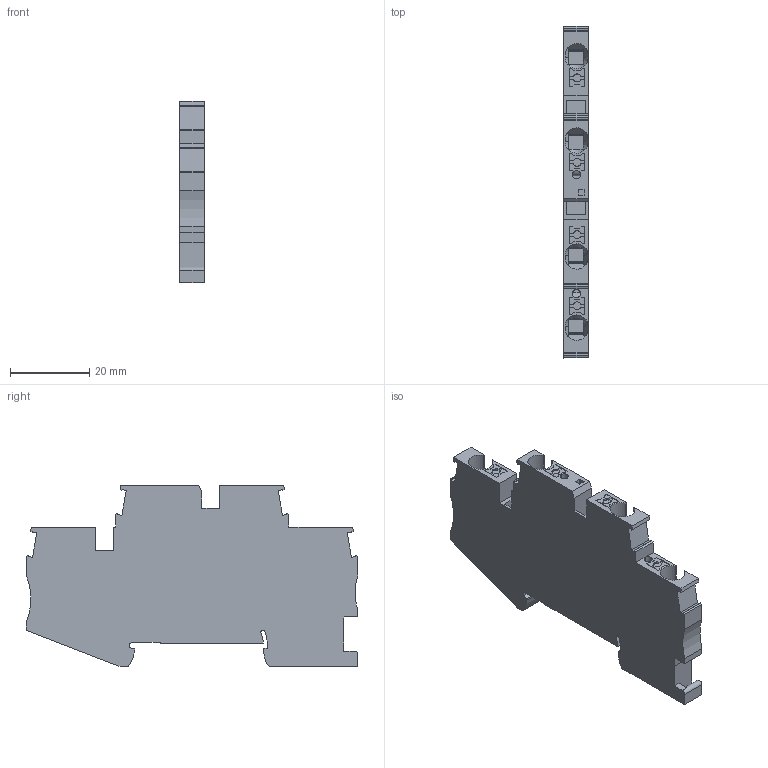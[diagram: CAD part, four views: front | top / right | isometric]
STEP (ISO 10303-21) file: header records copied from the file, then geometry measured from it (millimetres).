
FILE_DESCRIPTION(('Creo Elements/Direct Modeling STEP Export'),'2;1');
FILE_NAME('model.stp','2018-02-08T23:38:14',(''),(''),'Creo Elements/Direct Modeling STEP processor for AP214 (Solid Model)','Creo Elements/Direct Modeling 18.1I 14-Aug-2016 (C) Parametric Technology GmbH','');
FILE_SCHEMA(('AUTOMOTIVE_DESIGN { 1 0 10303 214 1 1 1 1 }'));
Length unit declared in the file: millimetre
Products named in the file (2): PTTB_4-select
Assembly tree (1 placements, depth 2):
  PTTB_4-select
    PTTB_4-select
Bounding box: 6.15 x 83.65 x 45.85 mm (x, y, z)
Volume: 16175.5 mm3; surface area: 9385.6 mm2
Topology: 1 solids, 1 shells, 274 faces, 789 edges, 524 vertices
Faces by surface type: plane 232, cylinder 30, torus 8, cone 4
Entity records: 13694 total; most frequent: CARTESIAN_POINT 4280, ORIENTED_EDGE 1578, DIRECTION 1352, EDGE_CURVE 789, VECTOR 642, LINE 642, VERTEX_POINT 524, AXIS2_PLACEMENT_3D 355
